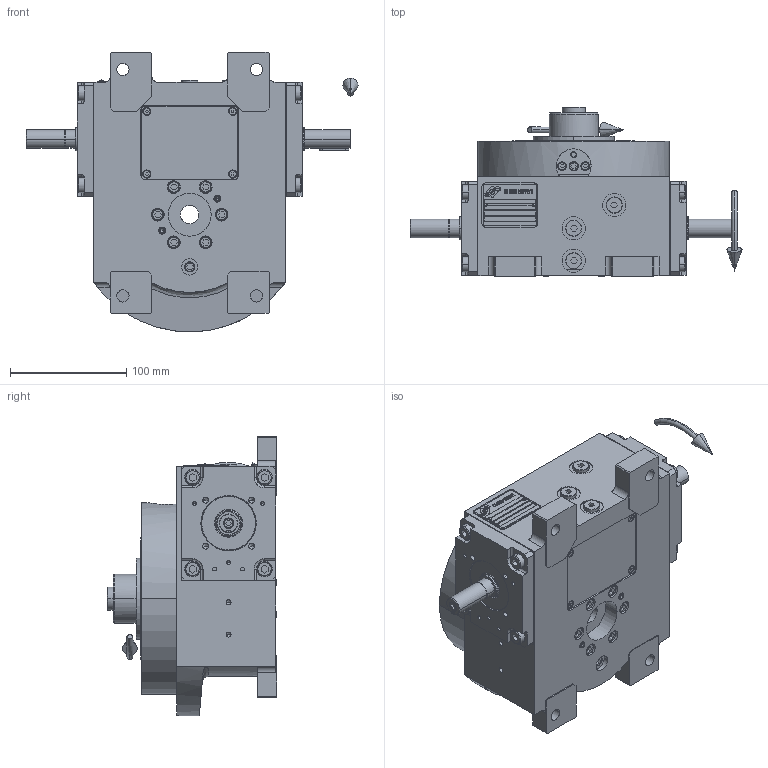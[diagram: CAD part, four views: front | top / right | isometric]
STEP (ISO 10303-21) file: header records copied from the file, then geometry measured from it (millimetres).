
FILE_DESCRIPTION (( 'STEP AP203' ), '1' );
FILE_NAME ('PC5002179.step', '2025-10-01T08:22:09', ( '' ), ( '' ), 'SwSTEP 2.0', 'SolidWorks 2020', '' );
FILE_SCHEMA (( 'CONFIG_CONTROL_DESIGN' ));
Length unit declared in the file: millimetre
Products named in the file (82): AS_rig04_002_bc; rig04_004; cfn2151_01_087; cfn2104_01_002; cfn2107_01_001; cfn2000_01_129; RIG04_005_AF0.stp; cfn2000_01_147; rig04_003_8; AS_rig04_004; RIG04_005_ASM.stp; rig04_001_a_001; cfn2000_01_151; CFN2010_01_006.stp; PC5002179; cfn2128_04_011; cfn2151_01_162; AS_rig04_014; cfn2151_01_092; AS_rig04_071_8_m; rig04_002_bc; cfn2155_01_055; CFN2356_03_051.stp; rig04_007_master; CFN2223_01-390X6-B.stp; CFN2010_02_002.stp; cfn2003_01_063; cfn2070_05_001; cfn2104_01_016; AS_cfn2476_01_001_48x38; rig04_014; rig04_015; CFN2000_01_185.stp; AS_900_38_30_003; CFN2155_01_007.stp; cfn2155_01_186; freccia_angolare; olio_agip_blasia_150; cfn2201_01_040; AS_rig04_015 ...
Assembly tree (71 placements, depth 5):
  cfn2151_01_087
  CFN2010_01_006.stp
  PC5002179
    rig04_001_a_001
    AS_cfn2476_01_001_48x38
      cfn2476_01_001_48x38
      cfn2107_01_001
      cfn2107_01_001
    AS_rig04_071_8_m
      rig04_071_8_m.stp
        RIG04_005_ASM.stp
          RIG04_005_AF0.stp
          RIG06_021_AF0.stp
          CFN2000_01_185.stp
          CFN2000_01_185.stp
          CFN2104_02_017.stp
        CFN2155_01_007.stp
        CFN2010_02_002.stp
      rig04_003_8
      cfn2000_01_147
      cfn2000_01_147
      cfn2000_01_147
      cfn2000_01_147
      cfn2000_01_147
      cfn2000_01_147
      cfn2000_01_147
      cfn2000_01_147
      cfn2104_01_016  x2
    AS_rig04_014
      rig04_014
      cfn2000_01_151
      cfn2000_01_151
      cfn2000_01_151
      cfn2000_01_151
      cfn2000_01_151
      cfn2000_01_151
      cfn2155_01_186
      cfn2104_01_002
      cfn2104_01_002
    AS_rig04_004
      rig04_004
      cfn2155_01_055
      cfn2070_05_001
      cfn2000_01_129  x2
      cfn2000_01_129
      cfn2000_01_129
    AS_rig04_004
      rig04_004
      cfn2155_01_055
      cfn2070_05_001
      cfn2000_01_129  x2
      cfn2000_01_129
      cfn2000_01_129
    AS_rig04_002_bc
      rig04_002_bc
      cfn2115_01_001
    cfn2128_04_011
    cfn2128_04_011
    cfn2128_04_011
    cfn2128_05_006
Bounding box: 286 x 146 x 240.96 mm (x, y, z)
Volume: 1355080.6 mm3; surface area: 419996.7 mm2
Topology: 74 solids, 74 shells, 2128 faces, 5151 edges, 3284 vertices
Faces by surface type: plane 1079, cylinder 664, cone 364, torus 14, sphere 6, bspline 1
Entity records: 70845 total; most frequent: CARTESIAN_POINT 13515, DIRECTION 10354, ORIENTED_EDGE 9830, EDGE_CURVE 4915, AXIS2_PLACEMENT_3D 3577, VECTOR 3200, LINE 3200, VERTEX_POINT 3192
